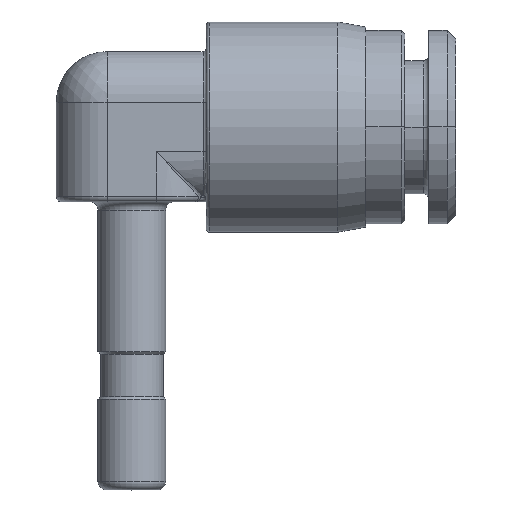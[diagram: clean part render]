
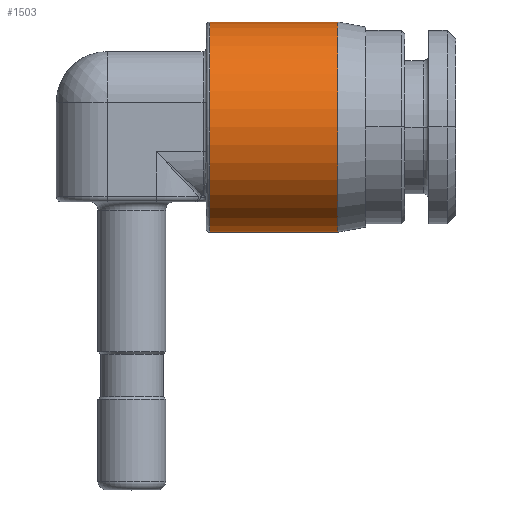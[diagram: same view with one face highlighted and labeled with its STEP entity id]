
A CAD part, top view. The second image highlights one B-rep face of the part: STEP entity #1503.
In plain terms, the highlighted cylindrical face has radius 6.2 mm (diameter 12.4 mm), a partial arc.
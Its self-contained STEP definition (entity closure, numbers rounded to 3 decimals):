
#130=DIRECTION('',(1.,0.,0.));
#131=VECTOR('',#130,7.55);
#132=CARTESIAN_POINT('',(4.6,6.2,0.));
#133=LINE('',#132,#131);
#134=DIRECTION('',(1.,0.,0.));
#135=VECTOR('',#134,7.55);
#136=CARTESIAN_POINT('',(4.6,-6.2,0.));
#137=LINE('',#136,#135);
#138=CARTESIAN_POINT('',(4.6,0.,0.));
#139=DIRECTION('',(-1.,0.,0.));
#140=DIRECTION('',(0.,-1.,0.));
#141=AXIS2_PLACEMENT_3D('',#138,#139,#140);
#161=CARTESIAN_POINT('',(12.15,0.,0.));
#162=DIRECTION('',(1.,0.,0.));
#163=DIRECTION('',(0.,1.,0.));
#164=AXIS2_PLACEMENT_3D('',#161,#162,#163);
#1054=CARTESIAN_POINT('',(12.15,6.2,0.));
#1056=VERTEX_POINT('',#1054);
#1058=CARTESIAN_POINT('',(12.15,-6.2,0.));
#1060=VERTEX_POINT('',#1058);
#1138=CARTESIAN_POINT('',(4.6,6.2,0.));
#1139=VERTEX_POINT('',#1138);
#1144=CARTESIAN_POINT('',(4.6,-6.2,0.));
#1145=VERTEX_POINT('',#1144);
#1489=CARTESIAN_POINT('',(14.27,0.,0.));
#1490=DIRECTION('',(-1.,0.,0.));
#1491=DIRECTION('',(0.,-1.,0.));
#1492=AXIS2_PLACEMENT_3D('',#1489,#1490,#1491);
#1493=CYLINDRICAL_SURFACE('',#1492,6.2);
#1495=ORIENTED_EDGE('',*,*,#1494,.T.);
#1497=ORIENTED_EDGE('',*,*,#1496,.T.);
#1499=ORIENTED_EDGE('',*,*,#1498,.F.);
#1500=ORIENTED_EDGE('',*,*,#1483,.T.);
#1501=EDGE_LOOP('',(#1495,#1497,#1499,#1500));
#1502=FACE_OUTER_BOUND('',#1501,.F.);
#1503=ADVANCED_FACE('',(#1502),#1493,.T.);
#142=CIRCLE('',#141,6.2);
#165=CIRCLE('',#164,6.2);
#1483=EDGE_CURVE('',#1145,#1139,#142,.T.);
#1494=EDGE_CURVE('',#1139,#1056,#133,.T.);
#1496=EDGE_CURVE('',#1056,#1060,#165,.T.);
#1498=EDGE_CURVE('',#1145,#1060,#137,.T.);
